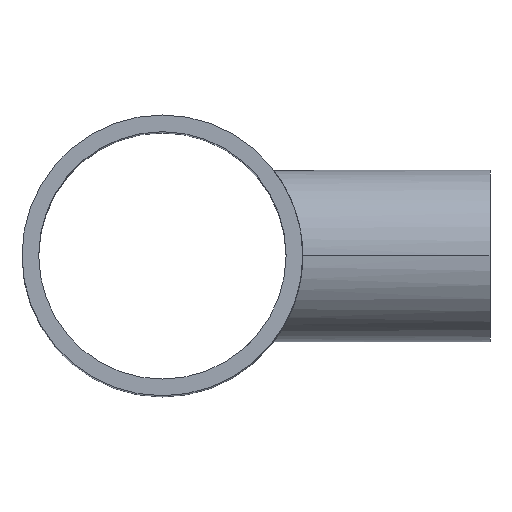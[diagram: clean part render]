
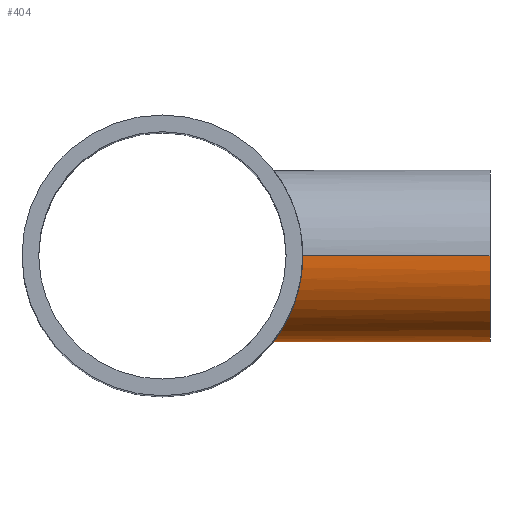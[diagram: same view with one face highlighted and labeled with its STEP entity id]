
A CAD part, top view. The second image highlights one B-rep face of the part: STEP entity #404.
In plain terms, the highlighted cylindrical face has radius 55 mm (diameter 110 mm), a partial arc.
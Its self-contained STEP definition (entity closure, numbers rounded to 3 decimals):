
#1 = ORIENTED_EDGE ( 'NONE', *, *, #21, .F. ) ;
#3 = CARTESIAN_POINT ( 'NONE',  ( 88.834, -14.552, 53.072 ) ) ;
#7 = CARTESIAN_POINT ( 'NONE',  ( 87.619, -20.581, -51.012 ) ) ;
#20 = DIRECTION ( 'NONE',  ( -1., 0., 0. ) ) ;
#21 = EDGE_CURVE ( 'NONE', #580, #540, #521, .T. ) ;
#38 = CARTESIAN_POINT ( 'NONE',  ( 88.348, -17.186, 52.254 ) ) ;
#41 = CARTESIAN_POINT ( 'NONE',  ( 73.476, -51.978, 18.073 ) ) ;
#45 = CARTESIAN_POINT ( 'NONE',  ( 82.306, -36.439, 41.234 ) ) ;
#48 = CARTESIAN_POINT ( 'NONE',  ( 71.239, -55., 0.951 ) ) ;
#51 = CARTESIAN_POINT ( 'NONE',  ( 71.53, -54.628, -7.364 ) ) ;
#53 = VERTEX_POINT ( 'NONE', #661 ) ;
#54 = CARTESIAN_POINT ( 'NONE',  ( 89.104, -12.795, -53.522 ) ) ;
#58 = CARTESIAN_POINT ( 'NONE',  ( 85.626, -27.89, -47.535 ) ) ;
#61 = CARTESIAN_POINT ( 'NONE',  ( 89.713, -7.413, -54.529 ) ) ;
#62 = EDGE_CURVE ( 'NONE', #580, #591, #656, .T. ) ;
#68 = CARTESIAN_POINT ( 'NONE',  ( 90., -0.93, -55. ) ) ;
#70 = DIRECTION ( 'NONE',  ( 0., 0., -1. ) ) ;
#91 = CARTESIAN_POINT ( 'NONE',  ( 73.463, -51.997, -18.017 ) ) ;
#98 = CARTESIAN_POINT ( 'NONE',  ( 72.696, -53.063, 14.582 ) ) ;
#104 = CARTESIAN_POINT ( 'NONE',  ( 73.913, -51.358, 19.763 ) ) ;
#113 = EDGE_LOOP ( 'NONE', ( #274, #1, #647, #484 ) ) ;
#116 = CARTESIAN_POINT ( 'NONE',  ( 88.182, -18.019, -51.973 ) ) ;
#123 = CARTESIAN_POINT ( 'NONE',  ( 84.032, -32.266, -44.576 ) ) ;
#145 = CARTESIAN_POINT ( 'NONE',  ( 71.601, -54.528, 7.423 ) ) ;
#150 = CARTESIAN_POINT ( 'NONE',  ( 84.007, -32.302, 44.524 ) ) ;
#153 = CARTESIAN_POINT ( 'NONE',  ( 84.282, -31.577, 45.041 ) ) ;
#158 = CARTESIAN_POINT ( 'NONE',  ( 72.214, -53.715, -11.857 ) ) ;
#180 = AXIS2_PLACEMENT_3D ( 'NONE', #197, #335, #408 ) ;
#197 = CARTESIAN_POINT ( 'NONE',  ( 210., 0., 0. ) ) ;
#207 = CARTESIAN_POINT ( 'NONE',  ( 78.74, -43.594, 33.546 ) ) ;
#214 = CARTESIAN_POINT ( 'NONE',  ( 77.855, -45.155, 31.414 ) ) ;
#218 = CARTESIAN_POINT ( 'NONE',  ( 81.436, -38.324, -39.46 ) ) ;
#222 = CARTESIAN_POINT ( 'NONE',  ( 77.294, -46.108, -29.998 ) ) ;
#225 = CARTESIAN_POINT ( 'NONE',  ( 82.324, -36.377, -41.262 ) ) ;
#254 = CARTESIAN_POINT ( 'NONE',  ( 90., 0., 55. ) ) ;
#257 = CARTESIAN_POINT ( 'NONE',  ( 80.535, -40.198, 37.579 ) ) ;
#260 = CARTESIAN_POINT ( 'NONE',  ( 71.238, -55.001, -3.706 ) ) ;
#267 = CARTESIAN_POINT ( 'NONE',  ( 88.354, -17.158, -52.263 ) ) ;
#271 = CARTESIAN_POINT ( 'NONE',  ( 87.815, -19.729, -51.348 ) ) ;
#274 = ORIENTED_EDGE ( 'NONE', *, *, #654, .F. ) ;
#283 = CARTESIAN_POINT ( 'NONE',  ( 210., 0., 55. ) ) ;
#306 = CARTESIAN_POINT ( 'NONE',  ( 71.331, -54.88, 3.747 ) ) ;
#310 = CARTESIAN_POINT ( 'NONE',  ( 73.898, -51.379, -19.707 ) ) ;
#313 = CARTESIAN_POINT ( 'NONE',  ( 88.175, -18.053, 51.961 ) ) ;
#316 = CARTESIAN_POINT ( 'NONE',  ( 71.386, -54.809, 4.671 ) ) ;
#320 = CARTESIAN_POINT ( 'NONE',  ( 72.361, -53.518, 12.813 ) ) ;
#324 = CARTESIAN_POINT ( 'NONE',  ( 90., 0., 55. ) ) ;
#331 = CARTESIAN_POINT ( 'NONE',  ( 82.616, -35.71, -41.84 ) ) ;
#335 = DIRECTION ( 'NONE',  ( -1., 0., 0. ) ) ;
#337 = CARTESIAN_POINT ( 'NONE',  ( 86.593, -24.771, -49.241 ) ) ;
#346 = CARTESIAN_POINT ( 'NONE',  ( 210., 0., -55. ) ) ;
#357 = CARTESIAN_POINT ( 'NONE',  ( 72.701, -53.053, -14.533 ) ) ;
#363 = CARTESIAN_POINT ( 'NONE',  ( 75.329, -49.278, 24.685 ) ) ;
#367 = CARTESIAN_POINT ( 'NONE',  ( 87.614, -20.603, 51.003 ) ) ;
#371 = CARTESIAN_POINT ( 'NONE',  ( 72.366, -53.509, -12.752 ) ) ;
#374 = CARTESIAN_POINT ( 'NONE',  ( 89.884, -4.657, -54.81 ) ) ;
#383 = B_SPLINE_CURVE_WITH_KNOTS ( 'NONE', 3,
 ( #254, #425, #466, #421, #3, #38, #313, #672, #367, #626, #469, #153, #150, #520, #462, #45, #669, #257, #582, #675, #207, #585, #214, #412, #363, #104, #41, #98, #320, #620, #145, #316, #306, #524, #48, #260, #51, #158, #371, #357, #572, #91, #310, #517, #592, #640, #442, #648, #222, #650, #429, #218, #485, #225, #331, #386, #123, #58, #337, #7, #271, #116, #267, #541, #54, #488, #61, #374, #482, #547, #68, #432 ),
 .UNSPECIFIED., .F., .F.,
 ( 4, 2, 2, 2, 2, 2, 2, 2, 2, 2, 2, 2, 2, 2, 2, 2, 2, 2, 2, 2, 2, 2, 2, 2, 2, 2, 2, 2, 2, 2, 2, 2, 2, 2, 2, 4 ),
 ( 0., 0.011, 0.017, 0.019, 0.022, 0.033, 0.036, 0.039, 0.044, 0.05, 0.052, 0.055, 0.066, 0.072, 0.077, 0.083, 0.086, 0.088, 0.099, 0.102, 0.105, 0.11, 0.116, 0.119, 0.121, 0.132, 0.135, 0.138, 0.144, 0.155, 0.157, 0.16, 0.166, 0.171, 0.174, 0.177 ),
 .UNSPECIFIED. ) ;
#386 = CARTESIAN_POINT ( 'NONE',  ( 83.476, -33.673, -43.522 ) ) ;
#404 = ADVANCED_FACE ( 'NONE', ( #564 ), #666, .T. ) ;
#408 = DIRECTION ( 'NONE',  ( 0., 0., 1. ) ) ;
#412 = CARTESIAN_POINT ( 'NONE',  ( 76.413, -47.604, 27.77 ) ) ;
#421 = CARTESIAN_POINT ( 'NONE',  ( 89.107, -12.778, 53.526 ) ) ;
#422 = VECTOR ( 'NONE', #20, 1000. ) ;
#425 = CARTESIAN_POINT ( 'NONE',  ( 90., -3.739, 55. ) ) ;
#429 = CARTESIAN_POINT ( 'NONE',  ( 79.945, -41.43, -36.345 ) ) ;
#432 = CARTESIAN_POINT ( 'NONE',  ( 90., 0., -55. ) ) ;
#442 = CARTESIAN_POINT ( 'NONE',  ( 76.445, -47.502, -27.737 ) ) ;
#462 = CARTESIAN_POINT ( 'NONE',  ( 83.166, -34.409, 42.916 ) ) ;
#466 = CARTESIAN_POINT ( 'NONE',  ( 89.768, -7.399, 54.623 ) ) ;
#469 = CARTESIAN_POINT ( 'NONE',  ( 85.63, -27.882, 47.543 ) ) ;
#482 = CARTESIAN_POINT ( 'NONE',  ( 89.927, -3.731, -54.881 ) ) ;
#484 = ORIENTED_EDGE ( 'NONE', *, *, #565, .T. ) ;
#485 = CARTESIAN_POINT ( 'NONE',  ( 81.733, -37.685, -40.07 ) ) ;
#488 = CARTESIAN_POINT ( 'NONE',  ( 89.544, -9.224, -54.252 ) ) ;
#517 = CARTESIAN_POINT ( 'NONE',  ( 74.844, -49.99, -23.004 ) ) ;
#520 = CARTESIAN_POINT ( 'NONE',  ( 83.449, -33.717, 43.462 ) ) ;
#521 = CIRCLE ( 'NONE', #662, 55. ) ;
#524 = CARTESIAN_POINT ( 'NONE',  ( 71.258, -54.975, 1.889 ) ) ;
#540 = VERTEX_POINT ( 'NONE', #630 ) ;
#541 = CARTESIAN_POINT ( 'NONE',  ( 88.833, -14.555, -53.07 ) ) ;
#547 = CARTESIAN_POINT ( 'NONE',  ( 89.985, -1.867, -54.976 ) ) ;
#555 = DIRECTION ( 'NONE',  ( -1., 0., 0. ) ) ;
#560 = LINE ( 'NONE', #346, #644 ) ;
#564 = FACE_OUTER_BOUND ( 'NONE', #113, .T. ) ;
#565 = EDGE_CURVE ( 'NONE', #591, #53, #383, .T. ) ;
#572 = CARTESIAN_POINT ( 'NONE',  ( 72.882, -52.804, -15.413 ) ) ;
#580 = VERTEX_POINT ( 'NONE', #283 ) ;
#582 = CARTESIAN_POINT ( 'NONE',  ( 79.937, -41.373, 36.281 ) ) ;
#585 = CARTESIAN_POINT ( 'NONE',  ( 78.148, -44.647, 32.132 ) ) ;
#591 = VERTEX_POINT ( 'NONE', #324 ) ;
#592 = CARTESIAN_POINT ( 'NONE',  ( 75.356, -49.219, -24.611 ) ) ;
#600 = DIRECTION ( 'NONE',  ( 1., 0., 0. ) ) ;
#609 = CARTESIAN_POINT ( 'NONE',  ( 210., 0., 0. ) ) ;
#620 = CARTESIAN_POINT ( 'NONE',  ( 71.813, -54.25, 9.234 ) ) ;
#626 = CARTESIAN_POINT ( 'NONE',  ( 86.597, -24.752, 49.248 ) ) ;
#630 = CARTESIAN_POINT ( 'NONE',  ( 210., 0., -55. ) ) ;
#640 = CARTESIAN_POINT ( 'NONE',  ( 76.167, -47.946, -26.962 ) ) ;
#644 = VECTOR ( 'NONE', #555, 1000. ) ;
#647 = ORIENTED_EDGE ( 'NONE', *, *, #62, .T. ) ;
#648 = CARTESIAN_POINT ( 'NONE',  ( 77.008, -46.583, -29.254 ) ) ;
#649 = CARTESIAN_POINT ( 'NONE',  ( 210., 0., 55. ) ) ;
#650 = CARTESIAN_POINT ( 'NONE',  ( 78.74, -43.649, -33.647 ) ) ;
#654 = EDGE_CURVE ( 'NONE', #540, #53, #560, .T. ) ;
#656 = LINE ( 'NONE', #649, #422 ) ;
#661 = CARTESIAN_POINT ( 'NONE',  ( 90., 0., -55. ) ) ;
#662 = AXIS2_PLACEMENT_3D ( 'NONE', #609, #600, #70 ) ;
#666 = CYLINDRICAL_SURFACE ( 'NONE', #180, 55. ) ;
#669 = CARTESIAN_POINT ( 'NONE',  ( 81.72, -37.731, 40.055 ) ) ;
#672 = CARTESIAN_POINT ( 'NONE',  ( 87.808, -19.761, 51.335 ) ) ;
#675 = CARTESIAN_POINT ( 'NONE',  ( 79.039, -43.049, 34.243 ) ) ;
